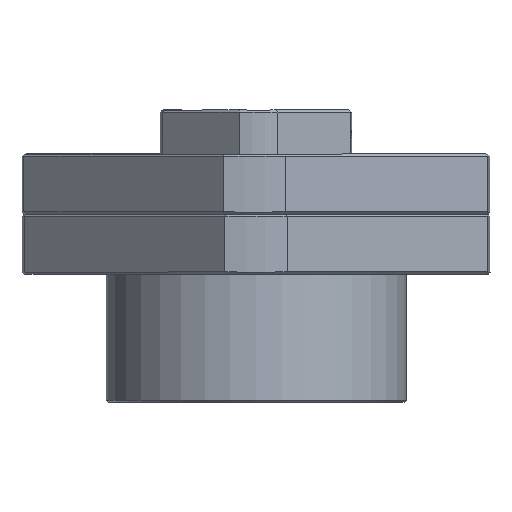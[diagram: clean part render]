
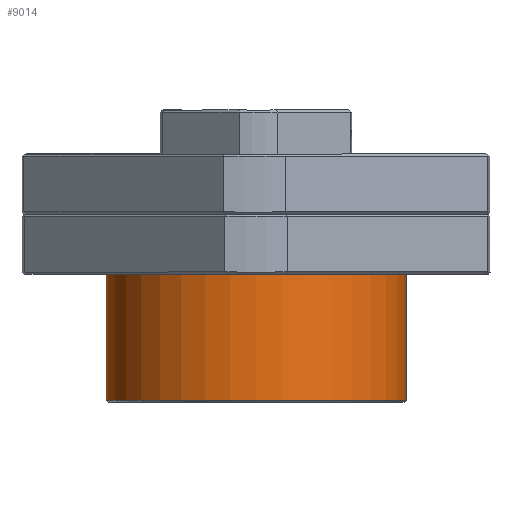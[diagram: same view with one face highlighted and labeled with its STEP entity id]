
A CAD part, front view. The second image highlights one B-rep face of the part: STEP entity #9014.
In plain terms, the highlighted cylindrical face has radius 37.5 mm (diameter 75 mm), a partial arc.
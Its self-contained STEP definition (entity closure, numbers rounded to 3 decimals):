
#1703 = DIRECTION ( 'NONE',  ( 0., 0., -1. ) ) ;
#2017 = CARTESIAN_POINT ( 'NONE',  ( -18.737, 11.184, 8.5 ) ) ;
#2401 = CARTESIAN_POINT ( 'NONE',  ( 18.763, 11.184, 8.5 ) ) ;
#2812 = AXIS2_PLACEMENT_3D ( 'NONE', #2017, #22869, #10170 ) ;
#3461 = CIRCLE ( 'NONE', #2812, 37.5 ) ;
#4033 = VERTEX_POINT ( 'NONE', #2401 ) ;
#4542 = CARTESIAN_POINT ( 'NONE',  ( -56.237, 11.184, 8.5 ) ) ;
#5235 = ORIENTED_EDGE ( 'NONE', *, *, #12715, .T. ) ;
#5360 = VERTEX_POINT ( 'NONE', #19200 ) ;
#5892 = EDGE_CURVE ( 'NONE', #4033, #17992, #9061, .T. ) ;
#6003 = CARTESIAN_POINT ( 'NONE',  ( -18.737, 11.184, -23. ) ) ;
#7069 = AXIS2_PLACEMENT_3D ( 'NONE', #6003, #1703, #12115 ) ;
#9014 = ADVANCED_FACE ( 'NONE', ( #24850 ), #12473, .T. ) ;
#9061 = LINE ( 'NONE', #26556, #22087 ) ;
#10170 = DIRECTION ( 'NONE',  ( -1., 0., 0. ) ) ;
#10193 = DIRECTION ( 'NONE',  ( 0., 0., -1. ) ) ;
#10689 = CIRCLE ( 'NONE', #7069, 37.5 ) ;
#11044 = DIRECTION ( 'NONE',  ( 0., 0., -1. ) ) ;
#11618 = LINE ( 'NONE', #12447, #20991 ) ;
#12115 = DIRECTION ( 'NONE',  ( -1., 0., 0. ) ) ;
#12263 = DIRECTION ( 'NONE',  ( 0., 0., -1. ) ) ;
#12447 = CARTESIAN_POINT ( 'NONE',  ( -56.237, 11.184, 8.5 ) ) ;
#12473 = CYLINDRICAL_SURFACE ( 'NONE', #19210, 37.5 ) ;
#12715 = EDGE_CURVE ( 'NONE', #14424, #5360, #11618, .T. ) ;
#12857 = DIRECTION ( 'NONE',  ( -1., 0., 0. ) ) ;
#14424 = VERTEX_POINT ( 'NONE', #4542 ) ;
#15314 = CARTESIAN_POINT ( 'NONE',  ( 18.763, 11.184, -23. ) ) ;
#15970 = ORIENTED_EDGE ( 'NONE', *, *, #23363, .F. ) ;
#17118 = ORIENTED_EDGE ( 'NONE', *, *, #5892, .F. ) ;
#17754 = EDGE_CURVE ( 'NONE', #14424, #4033, #3461, .T. ) ;
#17992 = VERTEX_POINT ( 'NONE', #15314 ) ;
#18683 = EDGE_LOOP ( 'NONE', ( #17118, #26488, #5235, #15970 ) ) ;
#19200 = CARTESIAN_POINT ( 'NONE',  ( -56.237, 11.184, -23. ) ) ;
#19210 = AXIS2_PLACEMENT_3D ( 'NONE', #19502, #11044, #12857 ) ;
#19502 = CARTESIAN_POINT ( 'NONE',  ( -18.737, 11.184, 8.5 ) ) ;
#20991 = VECTOR ( 'NONE', #10193, 1000. ) ;
#22087 = VECTOR ( 'NONE', #12263, 1000. ) ;
#22869 = DIRECTION ( 'NONE',  ( 0., 0., 1. ) ) ;
#23363 = EDGE_CURVE ( 'NONE', #17992, #5360, #10689, .T. ) ;
#24850 = FACE_OUTER_BOUND ( 'NONE', #18683, .T. ) ;
#26488 = ORIENTED_EDGE ( 'NONE', *, *, #17754, .F. ) ;
#26556 = CARTESIAN_POINT ( 'NONE',  ( 18.763, 11.184, 8.5 ) ) ;
